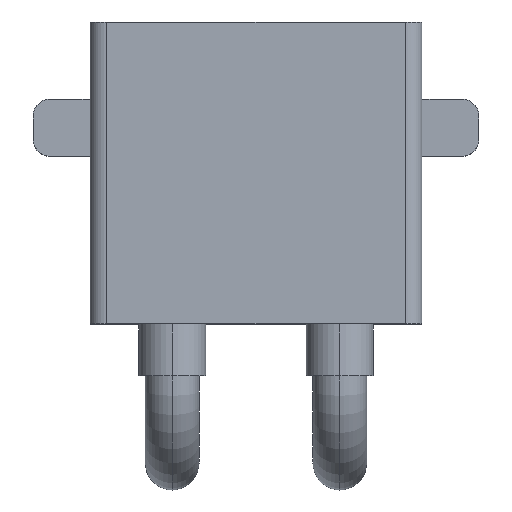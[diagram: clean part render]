
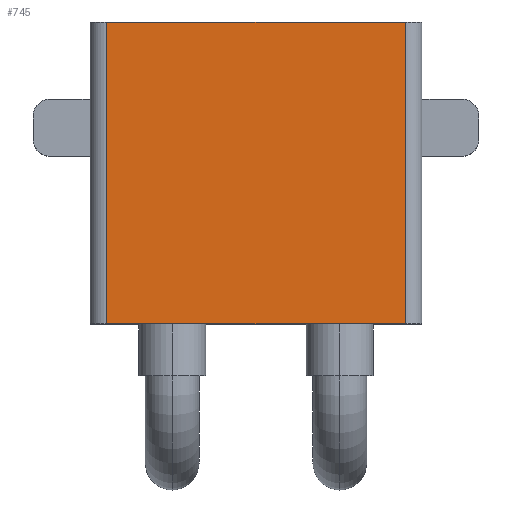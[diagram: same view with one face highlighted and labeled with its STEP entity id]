
A CAD part, top view. The second image highlights one B-rep face of the part: STEP entity #745.
In plain terms, the highlighted planar face has unit normal (0, 0, 1).
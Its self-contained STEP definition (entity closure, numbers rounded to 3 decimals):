
#75 = DIRECTION ( 'NONE',  ( 1., 0., 0. ) ) ;
#145 = CARTESIAN_POINT ( 'NONE',  ( 1.95, 13.15, 5.1 ) ) ;
#167 = DIRECTION ( 'NONE',  ( 0., 1., 0. ) ) ;
#183 = LINE ( 'NONE', #367, #1979 ) ;
#306 = VERTEX_POINT ( 'NONE', #401 ) ;
#367 = CARTESIAN_POINT ( 'NONE',  ( 2.45, 13.15, 5.1 ) ) ;
#401 = CARTESIAN_POINT ( 'NONE',  ( 1.95, 13.15, 5.1 ) ) ;
#430 = DIRECTION ( 'NONE',  ( 0., 1., 0. ) ) ;
#463 = ORIENTED_EDGE ( 'NONE', *, *, #1241, .T. ) ;
#745 = ADVANCED_FACE ( 'NONE', ( #1365 ), #2082, .F. ) ;
#802 = VERTEX_POINT ( 'NONE', #881 ) ;
#875 = ORIENTED_EDGE ( 'NONE', *, *, #2004, .F. ) ;
#881 = CARTESIAN_POINT ( 'NONE',  ( 1.95, 4.15, 5.1 ) ) ;
#924 = CARTESIAN_POINT ( 'NONE',  ( 2.45, 13.15, 5.1 ) ) ;
#1005 = LINE ( 'NONE', #1667, #1875 ) ;
#1065 = ORIENTED_EDGE ( 'NONE', *, *, #1145, .T. ) ;
#1134 = ORIENTED_EDGE ( 'NONE', *, *, #2148, .T. ) ;
#1145 = EDGE_CURVE ( 'NONE', #1502, #802, #1243, .T. ) ;
#1241 = EDGE_CURVE ( 'NONE', #802, #306, #2158, .T. ) ;
#1243 = LINE ( 'NONE', #1550, #2149 ) ;
#1281 = VERTEX_POINT ( 'NONE', #1970 ) ;
#1308 = VECTOR ( 'NONE', #167, 1000. ) ;
#1365 = FACE_OUTER_BOUND ( 'NONE', #1706, .T. ) ;
#1413 = AXIS2_PLACEMENT_3D ( 'NONE', #924, #1709, #430 ) ;
#1502 = VERTEX_POINT ( 'NONE', #1675 ) ;
#1527 = DIRECTION ( 'NONE',  ( 1., 0., 0. ) ) ;
#1550 = CARTESIAN_POINT ( 'NONE',  ( 2.45, 4.15, 5.1 ) ) ;
#1667 = CARTESIAN_POINT ( 'NONE',  ( -6.95, 13.15, 5.1 ) ) ;
#1675 = CARTESIAN_POINT ( 'NONE',  ( -6.95, 4.15, 5.1 ) ) ;
#1706 = EDGE_LOOP ( 'NONE', ( #1065, #463, #875, #1134 ) ) ;
#1709 = DIRECTION ( 'NONE',  ( 0., 0., -1. ) ) ;
#1759 = DIRECTION ( 'NONE',  ( 0., -1., 0. ) ) ;
#1875 = VECTOR ( 'NONE', #1759, 1000. ) ;
#1970 = CARTESIAN_POINT ( 'NONE',  ( -6.95, 13.15, 5.1 ) ) ;
#1979 = VECTOR ( 'NONE', #1527, 1000. ) ;
#2004 = EDGE_CURVE ( 'NONE', #1281, #306, #183, .T. ) ;
#2082 = PLANE ( 'NONE',  #1413 ) ;
#2148 = EDGE_CURVE ( 'NONE', #1281, #1502, #1005, .T. ) ;
#2149 = VECTOR ( 'NONE', #75, 1000. ) ;
#2158 = LINE ( 'NONE', #145, #1308 ) ;
